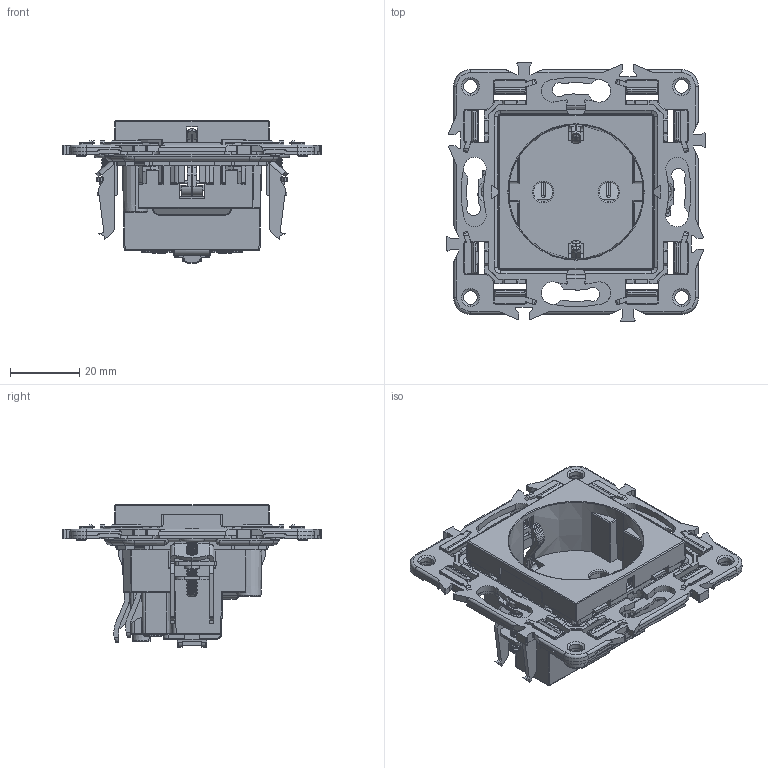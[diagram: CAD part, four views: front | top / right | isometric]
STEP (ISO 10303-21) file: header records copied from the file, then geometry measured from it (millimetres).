
FILE_DESCRIPTION (( 'STEP AP203' ), '1' );
FILE_NAME ('SK-R14-16 SKANDY Ðîç. ñ ç.ê.ø 16À SK-R0 IEK.STEP', '2024-06-13T12:19:10', ( '' ), ( '' ), 'SwSTEP 2.0', 'SolidWorks 2022', '' );
FILE_SCHEMA (( 'CONFIG_CONTROL_DESIGN' ));
Length unit declared in the file: millimetre
Products named in the file (1): SK-R14-16 SKANDY Роз. с з.к.ш 16А SK-R0  IEK
Bounding box: 74.7 x 74.7 x 41.2 mm (x, y, z)
Volume: 27113.7 mm3; surface area: 53297.5 mm2
Topology: 20 solids, 20 shells, 4585 faces, 12997 edges, 8389 vertices
Faces by surface type: plane 2709, cylinder 1392, bspline 211, cone 137, torus 106, sphere 30
Entity records: 176375 total; most frequent: CARTESIAN_POINT 59847, ORIENTED_EDGE 25958, DIRECTION 22560, EDGE_CURVE 12979, VECTOR 9040, LINE 9040, VERTEX_POINT 8383, AXIS2_PLACEMENT_3D 6760
